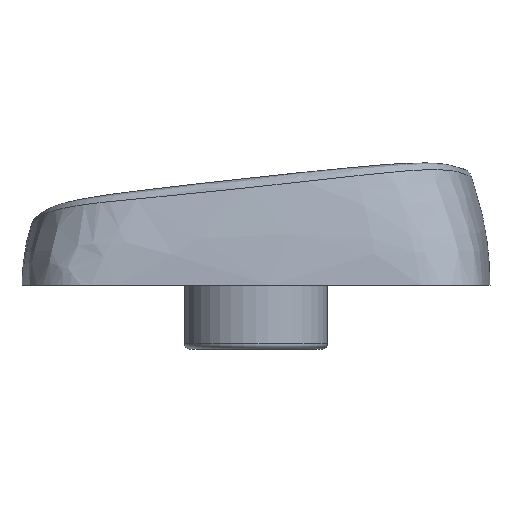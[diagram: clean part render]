
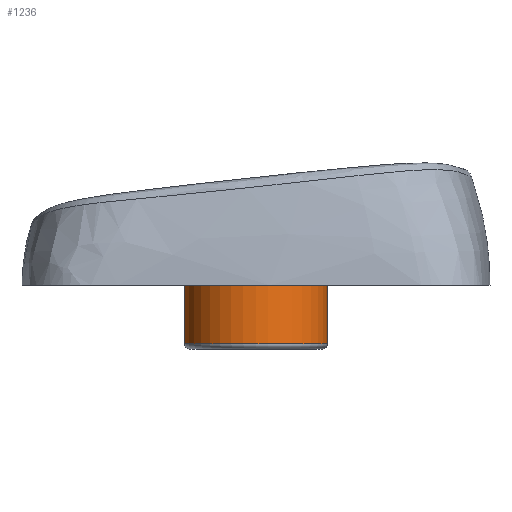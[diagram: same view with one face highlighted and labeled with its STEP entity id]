
A CAD part, left-side view. The second image highlights one B-rep face of the part: STEP entity #1236.
In plain terms, the highlighted cylindrical face has radius 2.75 mm (diameter 5.5 mm), a full revolution.
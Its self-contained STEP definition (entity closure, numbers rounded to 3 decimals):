
#197=FACE_OUTER_BOUND('',#244,.T.);
#244=EDGE_LOOP('',(#896,#897,#898,#899));
#294=CIRCLE('',#1321,2.75);
#295=CIRCLE('',#1323,2.75);
#339=LINE('',#1711,#392);
#392=VECTOR('',#1488,2.75);
#448=VERTEX_POINT('',#1706);
#449=VERTEX_POINT('',#1710);
#639=EDGE_CURVE('',#448,#448,#294,.T.);
#640=EDGE_CURVE('',#448,#449,#339,.T.);
#641=EDGE_CURVE('',#449,#449,#295,.T.);
#896=ORIENTED_EDGE('',*,*,#639,.F.);
#897=ORIENTED_EDGE('',*,*,#640,.T.);
#898=ORIENTED_EDGE('',*,*,#641,.F.);
#899=ORIENTED_EDGE('',*,*,#640,.F.);
#1207=CYLINDRICAL_SURFACE('',#1322,2.75);
#1236=ADVANCED_FACE('',(#197),#1207,.T.);
#1321=AXIS2_PLACEMENT_3D('',#1708,#1484,#1485);
#1322=AXIS2_PLACEMENT_3D('',#1709,#1486,#1487);
#1323=AXIS2_PLACEMENT_3D('',#1712,#1489,#1490);
#1484=DIRECTION('center_axis',(0.,0.,
-1.));
#1485=DIRECTION('ref_axis',(-1.,0.,0.));
#1486=DIRECTION('center_axis',(0.,0.,
-1.));
#1487=DIRECTION('ref_axis',(-1.,0.,0.));
#1488=DIRECTION('',(0.,0.,1.));
#1489=DIRECTION('center_axis',(0.,0.,
1.));
#1490=DIRECTION('ref_axis',(-1.,0.,0.));
#1706=CARTESIAN_POINT('',(2.738,0.004,-3.1));
#1708=CARTESIAN_POINT('Origin',(-0.012,0.004,
-3.1));
#1709=CARTESIAN_POINT('Origin',(-0.012,0.004,
0.));
#1710=CARTESIAN_POINT('',(2.738,0.004,-0.25));
#1711=CARTESIAN_POINT('',(2.738,0.004,0.));
#1712=CARTESIAN_POINT('Origin',(-0.012,0.004,
-0.25));
